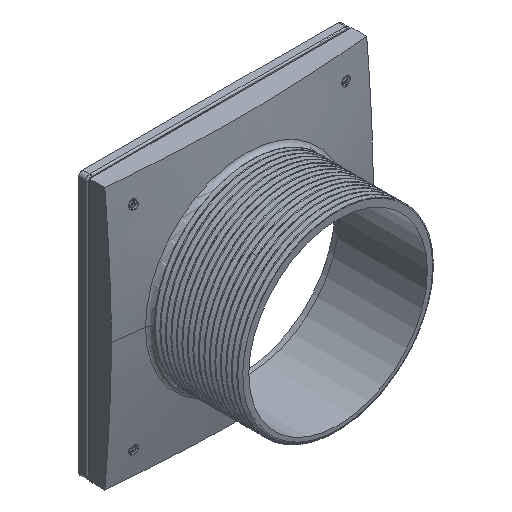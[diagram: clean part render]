
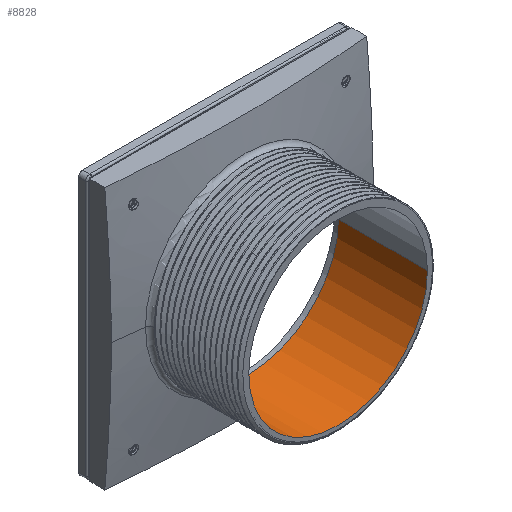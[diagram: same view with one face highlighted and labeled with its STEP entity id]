
A CAD part, isometric view. The second image highlights one B-rep face of the part: STEP entity #8828.
In plain terms, the highlighted cylindrical face has radius 51.626 mm (diameter 103.251 mm), a partial arc.
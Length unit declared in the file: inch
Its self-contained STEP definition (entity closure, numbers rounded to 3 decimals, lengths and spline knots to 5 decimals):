
#2234=CARTESIAN_POINT('',(0.,-2.66,0.));
#2235=DIRECTION('',(0.,1.,0.));
#2236=DIRECTION('',(1.,0.,0.));
#2237=AXIS2_PLACEMENT_3D('',#2234,#2235,#2236);
#2294=CARTESIAN_POINT('',(0.,-0.635,0.));
#2295=DIRECTION('',(0.,1.,0.));
#2296=DIRECTION('',(1.,0.,0.));
#2297=AXIS2_PLACEMENT_3D('',#2294,#2295,#2296);
#2299=DIRECTION('',(0.,-1.,0.));
#2300=VECTOR('',#2299,2.025);
#2301=CARTESIAN_POINT('',(2.0325,-0.635,0.));
#2302=LINE('',#2301,#2300);
#5596=DIRECTION('',(0.,-1.,0.));
#5597=VECTOR('',#5596,2.025);
#5598=CARTESIAN_POINT('',(-2.0325,-0.635,0.));
#5599=LINE('',#5598,#5597);
#6936=CARTESIAN_POINT('',(2.0325,-2.66,0.));
#6937=CARTESIAN_POINT('',(-2.0325,-2.66,0.));
#6938=VERTEX_POINT('',#6936);
#6939=VERTEX_POINT('',#6937);
#6944=CARTESIAN_POINT('',(2.0325,-0.635,0.));
#6945=CARTESIAN_POINT('',(-2.0325,-0.635,0.));
#6946=VERTEX_POINT('',#6944);
#6947=VERTEX_POINT('',#6945);
#8814=CARTESIAN_POINT('',(0.,0.,0.));
#8815=DIRECTION('',(0.,1.,0.));
#8816=DIRECTION('',(1.,0.,0.));
#8817=AXIS2_PLACEMENT_3D('',#8814,#8815,#8816);
#8818=CYLINDRICAL_SURFACE('',#8817,2.0325);
#8820=ORIENTED_EDGE('',*,*,#8819,.F.);
#8822=ORIENTED_EDGE('',*,*,#8821,.T.);
#8823=ORIENTED_EDGE('',*,*,#8807,.T.);
#8825=ORIENTED_EDGE('',*,*,#8824,.F.);
#8826=EDGE_LOOP('',(#8820,#8822,#8823,#8825));
#8827=FACE_OUTER_BOUND('',#8826,.F.);
#8828=ADVANCED_FACE('',(#8827),#8818,.F.);
#2238=CIRCLE('',#2237,2.0325);
#2298=CIRCLE('',#2297,2.0325);
#8807=EDGE_CURVE('',#6938,#6939,#2238,.T.);
#8819=EDGE_CURVE('',#6946,#6947,#2298,.T.);
#8821=EDGE_CURVE('',#6946,#6938,#2302,.T.);
#8824=EDGE_CURVE('',#6947,#6939,#5599,.T.);
